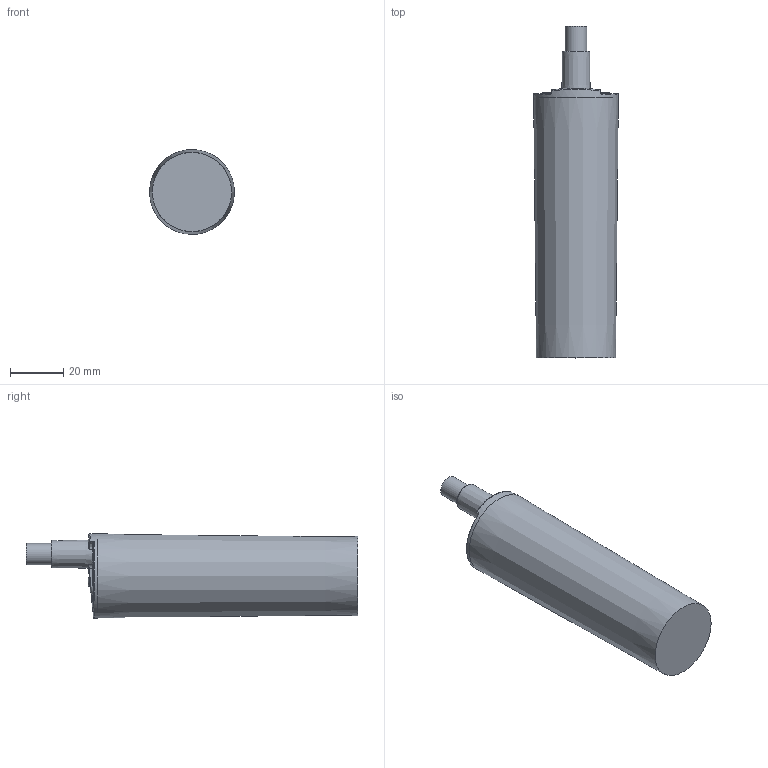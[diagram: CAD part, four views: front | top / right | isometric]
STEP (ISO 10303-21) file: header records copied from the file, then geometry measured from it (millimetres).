
FILE_DESCRIPTION(/* description */ (''),/* implementation_level */ '2;1');
FILE_NAME(/* name */ 'VC1xRTM2410M.stp',/* time_stamp */ '2017-02-01T13:35:19+01:00',/* author */ ('tvb'),/* organization */ (''),/* preprocessor_version */ 'ST-DEVELOPER v16.1',/* originating_system */ 'Autodesk Inventor 2016',/* authorisation */ '');
FILE_SCHEMA (('AUTOMOTIVE_DESIGN { 1 0 10303 214 3 1 1 }'));
Length unit declared in the file: centimetre
Products named in the file (1): VC1xRTM2410M_1
Bounding box: 31.83 x 124.7 x 31.83 mm (x, y, z)
Volume: 75054.6 mm3; surface area: 12904.3 mm2
Topology: 1 solids, 4 shells, 133 faces, 324 edges, 202 vertices
Faces by surface type: plane 48, bspline 30, cylinder 25, cone 15, torus 12, sphere 3
Full cylindrical faces by diameter (mm): 3 x4, 3.2 x2, 3.4 x2, 4.2 x1, 8.09 x1, 31.833 x1
Entity records: 4627 total; most frequent: CARTESIAN_POINT 1671, ORIENTED_EDGE 566, DIRECTION 530, EDGE_CURVE 283, AXIS2_PLACEMENT_3D 220, VERTEX_POINT 187, EDGE_LOOP 172, FACE_OUTER_BOUND 133
